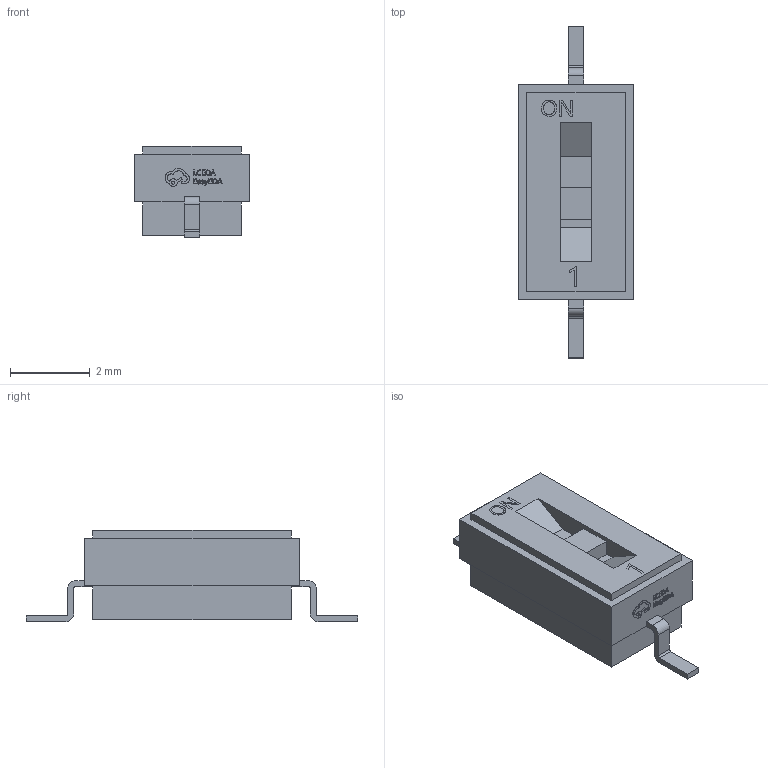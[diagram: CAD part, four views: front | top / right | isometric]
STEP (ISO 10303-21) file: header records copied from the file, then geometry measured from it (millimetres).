
FILE_DESCRIPTION (( 'STEP AP214' ), '1' );
FILE_NAME ('SW-SMD_1.27-1P-TPPT.STEP', '2025-02-19T11:26:38', ( '' ), ( '' ), 'SwSTEP 2.0', 'SolidWorks 2020', '' );
FILE_SCHEMA (( 'AUTOMOTIVE_DESIGN' ));
Length unit declared in the file: millimetre
Products named in the file (1): SW-SMD_1.27-1P-TPPT
Bounding box: 2.87 x 8.35 x 2.3 mm (x, y, z)
Volume: 31 mm3; surface area: 75.7 mm2
Topology: 1 solids, 1 shells, 313 faces, 852 edges, 568 vertices
Faces by surface type: plane 193, bspline 112, cylinder 8
Entity records: 14479 total; most frequent: CARTESIAN_POINT 3846, ORIENTED_EDGE 1704, DIRECTION 1044, EDGE_CURVE 852, VECTOR 608, LINE 608, VERTEX_POINT 568, EDGE_LOOP 340
